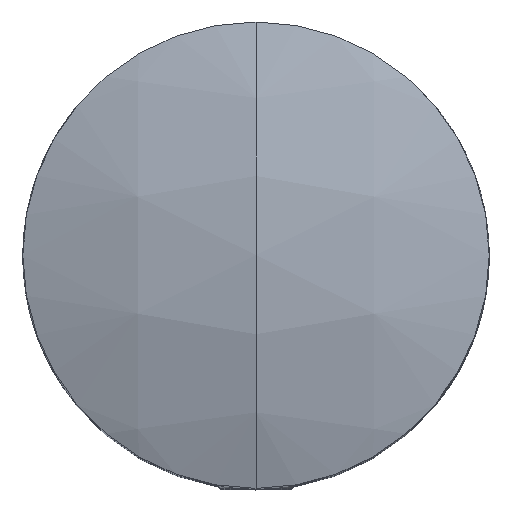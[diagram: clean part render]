
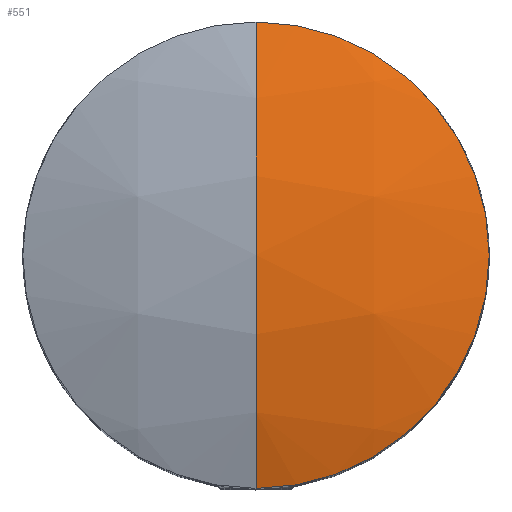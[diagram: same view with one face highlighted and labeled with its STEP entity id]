
A CAD part, top view. The second image highlights one B-rep face of the part: STEP entity #551.
In plain terms, the highlighted spherical face has radius 37 mm.
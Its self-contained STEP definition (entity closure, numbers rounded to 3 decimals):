
#551 = ADVANCED_FACE ( 'NONE', ( #13481 ), #18193, .T. ) ;
#1028 = EDGE_CURVE ( 'NONE', #5774, #12091, #11697, .T. ) ;
#1080 = DIRECTION ( 'NONE',  ( 0., 1., 0. ) ) ;
#1919 = CIRCLE ( 'NONE', #2546, 12.5 ) ;
#2462 = DIRECTION ( 'NONE',  ( 1., 0., 0. ) ) ;
#2546 = AXIS2_PLACEMENT_3D ( 'NONE', #4059, #9712, #14084 ) ;
#3036 = AXIS2_PLACEMENT_3D ( 'NONE', #7379, #3091, #4595 ) ;
#3091 = DIRECTION ( 'NONE',  ( 0., 0., -1. ) ) ;
#3909 = DIRECTION ( 'NONE',  ( 0., 0., 1. ) ) ;
#4059 = CARTESIAN_POINT ( 'NONE',  ( 0., 0., 9.825 ) ) ;
#4595 = DIRECTION ( 'NONE',  ( -1., 0., 0. ) ) ;
#5426 = ORIENTED_EDGE ( 'NONE', *, *, #17410, .F. ) ;
#5774 = VERTEX_POINT ( 'NONE', #16245 ) ;
#6881 = EDGE_CURVE ( 'NONE', #13026, #11025, #1919, .T. ) ;
#7379 = CARTESIAN_POINT ( 'NONE',  ( 0., 0., 9.825 ) ) ;
#8209 = EDGE_CURVE ( 'NONE', #11025, #12091, #9808, .T. ) ;
#9128 = CARTESIAN_POINT ( 'NONE',  ( 0., -12.5, 9.825 ) ) ;
#9712 = DIRECTION ( 'NONE',  ( 0., 0., -1. ) ) ;
#9808 = CIRCLE ( 'NONE', #3036, 12.5 ) ;
#9823 = CARTESIAN_POINT ( 'NONE',  ( 0., 0., -25. ) ) ;
#10308 = AXIS2_PLACEMENT_3D ( 'NONE', #9823, #2462, #1080 ) ;
#11025 = VERTEX_POINT ( 'NONE', #13039 ) ;
#11697 = CIRCLE ( 'NONE', #10308, 37. ) ;
#11722 = ORIENTED_EDGE ( 'NONE', *, *, #8209, .F. ) ;
#12091 = VERTEX_POINT ( 'NONE', #9128 ) ;
#12409 = DIRECTION ( 'NONE',  ( 0., 1., 0. ) ) ;
#12637 = CARTESIAN_POINT ( 'NONE',  ( 0., 12.5, 9.825 ) ) ;
#12843 = EDGE_LOOP ( 'NONE', ( #5426, #15568, #11722, #17512 ) ) ;
#13026 = VERTEX_POINT ( 'NONE', #12637 ) ;
#13039 = CARTESIAN_POINT ( 'NONE',  ( 12.5, 0., 9.825 ) ) ;
#13481 = FACE_OUTER_BOUND ( 'NONE', #12843, .T. ) ;
#13826 = DIRECTION ( 'NONE',  ( -1., 0., 0. ) ) ;
#14084 = DIRECTION ( 'NONE',  ( -1., 0., 0. ) ) ;
#14536 = CIRCLE ( 'NONE', #16519, 37. ) ;
#15568 = ORIENTED_EDGE ( 'NONE', *, *, #1028, .T. ) ;
#16245 = CARTESIAN_POINT ( 'NONE',  ( 0., 0., 12. ) ) ;
#16519 = AXIS2_PLACEMENT_3D ( 'NONE', #18205, #13826, #3909 ) ;
#16731 = DIRECTION ( 'NONE',  ( 1., 0., 0. ) ) ;
#17022 = AXIS2_PLACEMENT_3D ( 'NONE', #18297, #16731, #12409 ) ;
#17410 = EDGE_CURVE ( 'NONE', #5774, #13026, #14536, .T. ) ;
#17512 = ORIENTED_EDGE ( 'NONE', *, *, #6881, .F. ) ;
#18193 = SPHERICAL_SURFACE ( 'NONE', #17022, 37. ) ;
#18205 = CARTESIAN_POINT ( 'NONE',  ( 0., 0., -25. ) ) ;
#18297 = CARTESIAN_POINT ( 'NONE',  ( 0., 0., -25. ) ) ;
